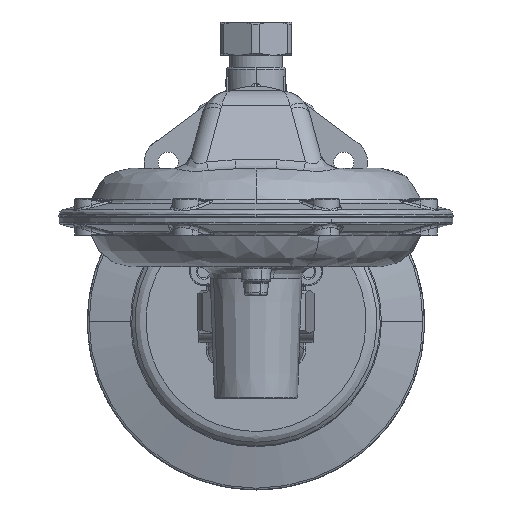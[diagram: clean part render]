
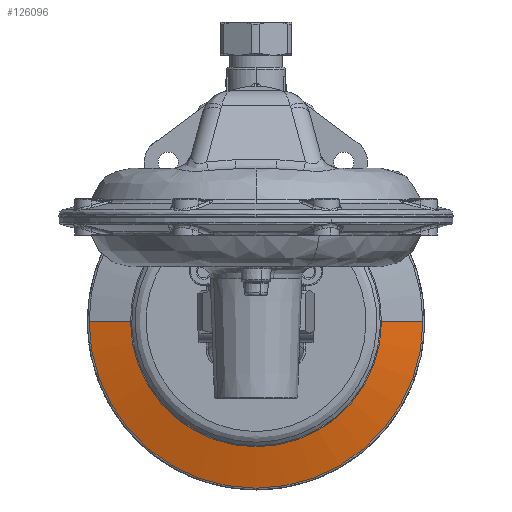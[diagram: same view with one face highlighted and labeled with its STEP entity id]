
A CAD part, left-side view. The second image highlights one B-rep face of the part: STEP entity #126096.
In plain terms, the highlighted conical face has half-angle 75 degrees and reference radius 70.969 mm.
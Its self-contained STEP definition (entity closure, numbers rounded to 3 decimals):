
#4798 = CARTESIAN_POINT ( 'NONE',  ( 88.128, -52.817, -67. ) ) ;
#17962 = AXIS2_PLACEMENT_3D ( 'NONE', #91355, #211740, #108609 ) ;
#22073 = VERTEX_POINT ( 'NONE', #205631 ) ;
#22957 = VERTEX_POINT ( 'NONE', #4798 ) ;
#23250 = FACE_OUTER_BOUND ( 'NONE', #93461, .T. ) ;
#27981 = CARTESIAN_POINT ( 'NONE',  ( 88.128, 0., -67. ) ) ;
#35279 = VERTEX_POINT ( 'NONE', #178420 ) ;
#41401 = CIRCLE ( 'NONE', #213067, 52.817 ) ;
#45267 = DIRECTION ( 'NONE',  ( 0., 0., 1. ) ) ;
#45276 = ORIENTED_EDGE ( 'NONE', *, *, #215937, .T. ) ;
#45580 = VECTOR ( 'NONE', #108463, 1000. ) ;
#49779 = ORIENTED_EDGE ( 'NONE', *, *, #56030, .F. ) ;
#56030 = EDGE_CURVE ( 'NONE', #22957, #35279, #91425, .T. ) ;
#91355 = CARTESIAN_POINT ( 'NONE',  ( 92.992, 0., -67. ) ) ;
#91425 = LINE ( 'NONE', #140121, #45580 ) ;
#93461 = EDGE_LOOP ( 'NONE', ( #185532, #45276, #186989, #49779 ) ) ;
#94370 = CARTESIAN_POINT ( 'NONE',  ( 92.801, 0., -67. ) ) ;
#100291 = LINE ( 'NONE', #198564, #140667 ) ;
#108463 = DIRECTION ( 'NONE',  ( 0.259, -0.966, 0. ) ) ;
#108609 = DIRECTION ( 'NONE',  ( 0., -1., 0. ) ) ;
#111671 = DIRECTION ( 'NONE',  ( 0., 0., 1. ) ) ;
#126096 = ADVANCED_FACE ( 'NONE', ( #23250 ), #195557, .T. ) ;
#129486 = EDGE_CURVE ( 'NONE', #22957, #22073, #41401, .T. ) ;
#133552 = CIRCLE ( 'NONE', #145596, 70.259 ) ;
#140121 = CARTESIAN_POINT ( 'NONE',  ( 92.992, -70.969, -67. ) ) ;
#140667 = VECTOR ( 'NONE', #215908, 1000. ) ;
#144228 = CARTESIAN_POINT ( 'NONE',  ( 92.801, 70.259, -67. ) ) ;
#145596 = AXIS2_PLACEMENT_3D ( 'NONE', #94370, #214797, #111671 ) ;
#148368 = DIRECTION ( 'NONE',  ( 1., 0., 0. ) ) ;
#173116 = EDGE_CURVE ( 'NONE', #35279, #206951, #133552, .T. ) ;
#178420 = CARTESIAN_POINT ( 'NONE',  ( 92.801, -70.259, -67. ) ) ;
#185532 = ORIENTED_EDGE ( 'NONE', *, *, #129486, .T. ) ;
#186989 = ORIENTED_EDGE ( 'NONE', *, *, #173116, .F. ) ;
#195557 = CONICAL_SURFACE ( 'NONE', #17962, 70.969, 1.309 ) ;
#198564 = CARTESIAN_POINT ( 'NONE',  ( 92.992, 70.969, -67. ) ) ;
#205631 = CARTESIAN_POINT ( 'NONE',  ( 88.128, 52.817, -67. ) ) ;
#206951 = VERTEX_POINT ( 'NONE', #144228 ) ;
#211740 = DIRECTION ( 'NONE',  ( 1., 0., 0. ) ) ;
#213067 = AXIS2_PLACEMENT_3D ( 'NONE', #27981, #148368, #45267 ) ;
#214797 = DIRECTION ( 'NONE',  ( 1., 0., 0. ) ) ;
#215908 = DIRECTION ( 'NONE',  ( 0.259, 0.966, 0. ) ) ;
#215937 = EDGE_CURVE ( 'NONE', #22073, #206951, #100291, .T. ) ;
